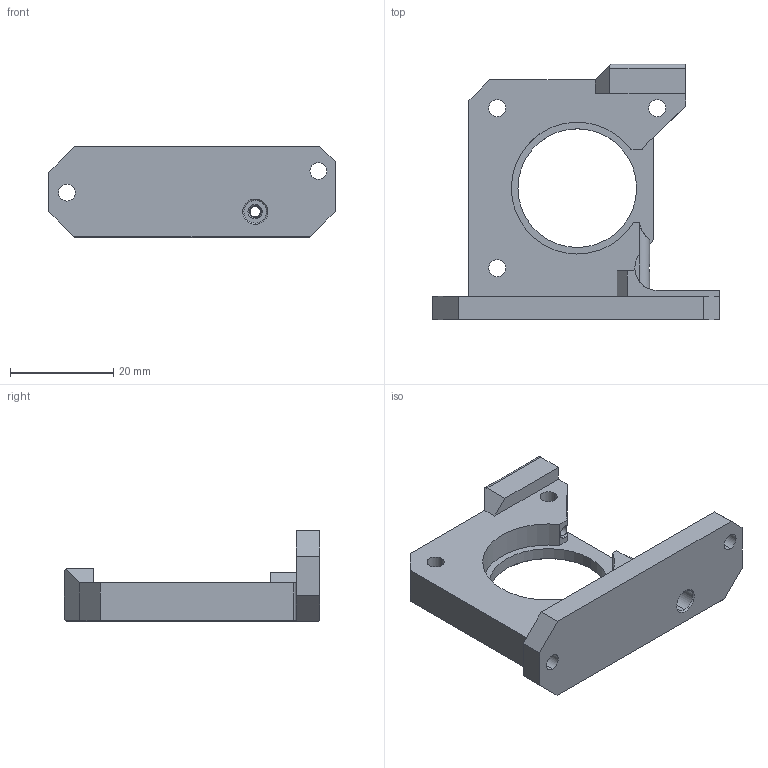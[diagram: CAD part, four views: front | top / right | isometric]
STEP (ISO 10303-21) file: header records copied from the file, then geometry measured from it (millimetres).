
FILE_DESCRIPTION (( 'STEP AP214' ), '1' );
FILE_NAME ('base-mirror.STEP', '2022-05-02T08:31:40', ( '' ), ( '' ), 'SwSTEP 2.0', 'SolidWorks 2021', '' );
FILE_SCHEMA (( 'AUTOMOTIVE_DESIGN' ));
Length unit declared in the file: millimetre
Products named in the file (1): base-mirror
Bounding box: 55.5 x 49.5 x 17.65 mm (x, y, z)
Volume: 11969.8 mm3; surface area: 6705 mm2
Topology: 1 solids, 1 shells, 106 faces, 279 edges, 177 vertices
Faces by surface type: plane 49, cylinder 34, cone 23
Entity records: 3442 total; most frequent: CARTESIAN_POINT 718, DIRECTION 569, ORIENTED_EDGE 558, EDGE_CURVE 279, AXIS2_PLACEMENT_3D 200, VERTEX_POINT 177, LINE 169, VECTOR 169
